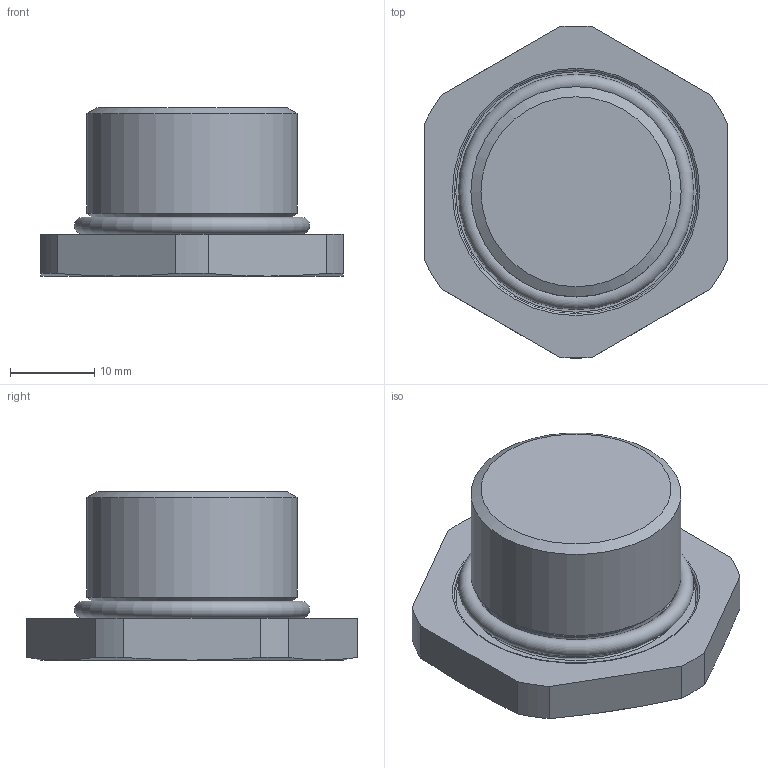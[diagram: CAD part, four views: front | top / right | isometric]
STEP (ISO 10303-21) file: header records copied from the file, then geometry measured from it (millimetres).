
FILE_DESCRIPTION(/* description */ (''),/* implementation_level */ '2;1');
FILE_NAME(/* name */ '390_M25.stp',/* time_stamp */ '2024-09-04T16:48:14+05:00',/* author */ ('pradhakrishnan'),/* organization */ (''),/* preprocessor_version */ 'ST-DEVELOPER v18.1',/* originating_system */ 'Autodesk Inventor 2022',/* authorisation */ '');
FILE_SCHEMA (('AUTOMOTIVE_DESIGN { 1 0 10303 214 3 1 1 }'));
Length unit declared in the file: millimetre
Products named in the file (3): 390_M25; 3390_M25; 24 x 2.0 O Ring
Assembly tree (2 placements, depth 2):
  390_M25
    3390_M25
    24 x 2.0 O Ring
Bounding box: 36 x 39.48 x 20 mm (x, y, z)
Volume: 12826 mm3; surface area: 4671.3 mm2
Topology: 2 solids, 2 shells, 35 faces, 84 edges, 53 vertices
Faces by surface type: plane 10, cylinder 10, cone 9, torus 6
Full cylindrical faces by diameter (mm): 23 x1, 25 x2, 29 x1
Entity records: 1173 total; most frequent: CARTESIAN_POINT 201, DIRECTION 199, ORIENTED_EDGE 168, AXIS2_PLACEMENT_3D 87, EDGE_CURVE 84, VERTEX_POINT 53, CIRCLE 47, EDGE_LOOP 37
